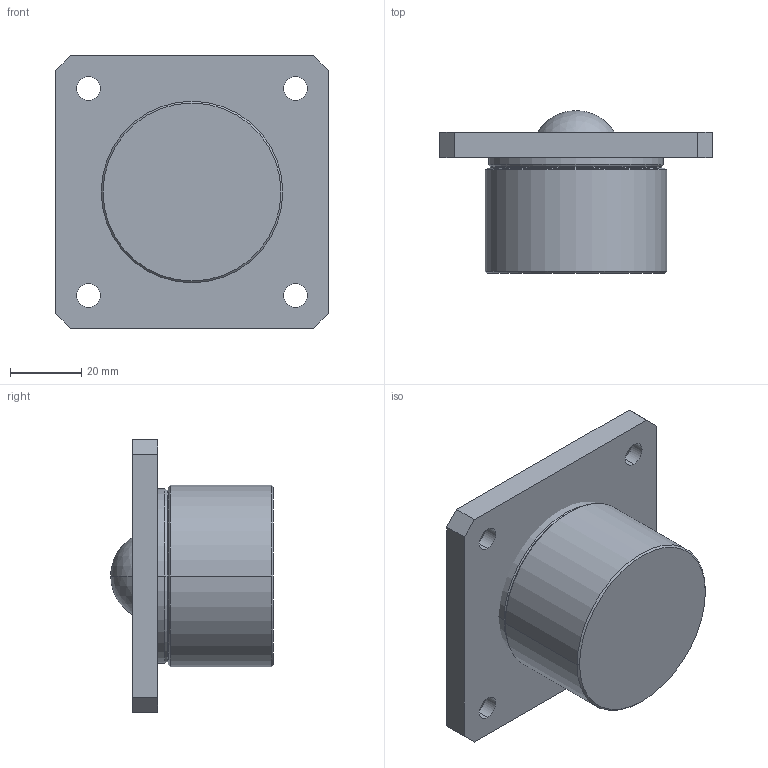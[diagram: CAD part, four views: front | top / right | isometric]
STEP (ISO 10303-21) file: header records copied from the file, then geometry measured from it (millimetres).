
FILE_DESCRIPTION (( 'STEP AP214' ), '1' );
FILE_NAME ('0022466.step', '2021-01-12T11:55:18', ( '' ), ( '' ), 'SwSTEP 2.0', 'SolidWorks 2018', '' );
FILE_SCHEMA (( 'AUTOMOTIVE_DESIGN' ));
Length unit declared in the file: millimetre
Products named in the file (1): 0022466
Bounding box: 76.2 x 45.5 x 76.2 mm (x, y, z)
Volume: 136710.8 mm3; surface area: 31380.9 mm2
Topology: 4 solids, 4 shells, 72 faces, 157 edges, 95 vertices
Faces by surface type: cylinder 22, cone 20, plane 18, torus 8, sphere 4
Entity records: 2019 total; most frequent: DIRECTION 384, CARTESIAN_POINT 317, ORIENTED_EDGE 304, AXIS2_PLACEMENT_3D 159, EDGE_CURVE 152, VERTEX_POINT 92, CIRCLE 86, EDGE_LOOP 86
